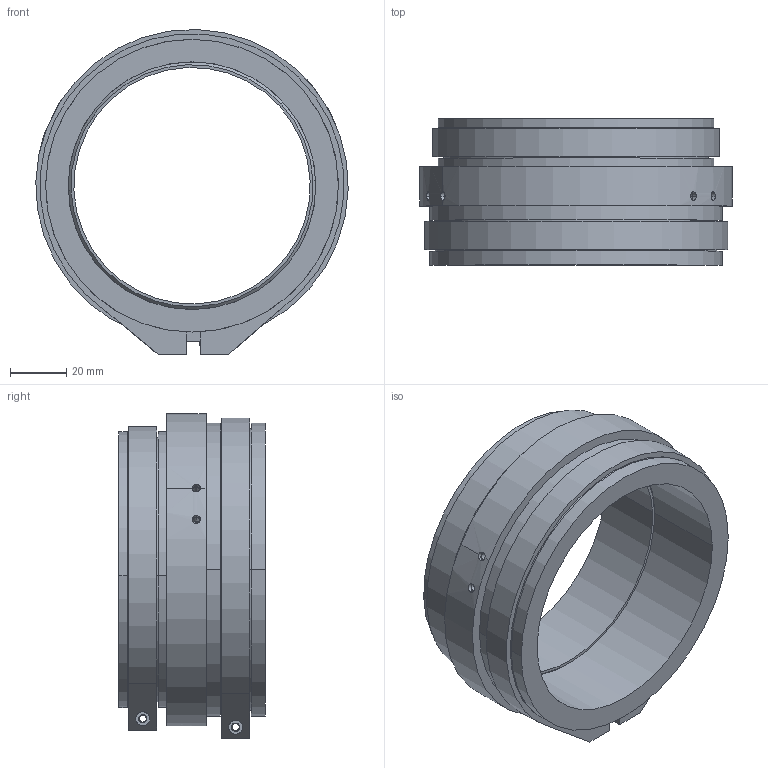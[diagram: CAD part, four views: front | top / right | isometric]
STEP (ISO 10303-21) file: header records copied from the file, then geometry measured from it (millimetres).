
FILE_DESCRIPTION (( 'STEP AP203' ), '1' );
FILE_NAME ('skafandr kruzky.STEP', '2016-02-25T10:37:20', ( '' ), ( '' ), 'SwSTEP 2.0', 'SolidWorks 2013', '' );
FILE_SCHEMA (( 'CONFIG_CONTROL_DESIGN' ));
Length unit declared in the file: millimetre
Products named in the file (6): skafander kruzok 4; skafander kruzok 3B; skafander kruzok 5; skafander kruzok 1B; skafander kruzok 1; skafandr kruzky
Assembly tree (5 placements, depth 2):
  skafandr kruzky
    skafander kruzok 1
    skafander kruzok 4
    skafander kruzok 3B
    skafander kruzok 5
    skafander kruzok 1B
Bounding box: 110.96 x 52 x 115.44 mm (x, y, z)
Volume: 121918.8 mm3; surface area: 85176.8 mm2
Topology: 5 solids, 5 shells, 150 faces, 372 edges, 236 vertices
Faces by surface type: cylinder 79, plane 55, cone 16
Entity records: 5818 total; most frequent: CARTESIAN_POINT 1610, DIRECTION 762, ORIENTED_EDGE 720, EDGE_CURVE 360, AXIS2_PLACEMENT_3D 292, VERTEX_POINT 236, EDGE_LOOP 192, LINE 178
